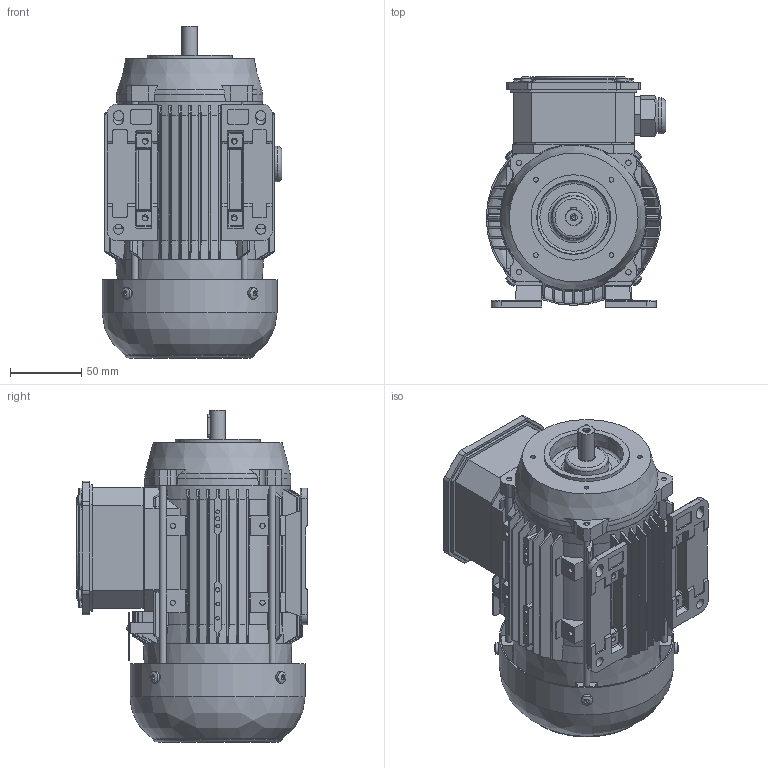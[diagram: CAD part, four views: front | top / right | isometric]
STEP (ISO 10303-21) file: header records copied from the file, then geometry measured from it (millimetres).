
FILE_DESCRIPTION(/* description */ (''),/* implementation_level */ '2;1');
FILE_NAME(/* name */ '_QE Series_ 63_B34a_Deep Cover__stp.stp',/* time_stamp */ '2024-07-29T19:53:08+03:00',/* author */ (''),/* organization */ (''),/* preprocessor_version */ 'ST-DEVELOPER v18.102',/* originating_system */ 'SIEMENS PLM Software NX2206.8101',/* authorisation */ '');
FILE_SCHEMA (('AP203_CONFIGURATION_CONTROLLED_3D_DESIGN_OF_MECHANICAL_PARTS_AND_ASSEMBLIES_MIM_LF { 1 0 10303 403 2 1 2}'));
Products named in the file (1): _QE Series_ 63_B34a_Deep Cover__stp_objects
Bounding box: 126.28 x 162.1 x 233.47 mm (x, y, z)
Surface area: 256957.5 mm2 (no closed solid volume)
Topology: 0 solids, 56 shells, 1425 faces, 4726 edges, 3348 vertices
Faces by surface type: plane 826, cylinder 438, cone 74, bspline 48, torus 29, sphere 10
Full cylindrical faces by diameter (mm): 2.5 x8, 3 x5, 3.3 x4, 3.65 x8, 3.8 x4, 4.2 x4, 4.8 x4, 5 x1, 7 x2, 8 x9, 11 x1, 14.96 x1, 19 x1, 19.84 x1, 25.28 x1, 57 x1, 60 x1, 61 x1, 121 x1, 123 x1
Entity records: 54686 total; most frequent: CARTESIAN_POINT 14088, DIRECTION 7681, ORIENTED_EDGE 7656, EDGE_CURVE 4598, VERTEX_POINT 3290, AXIS2_PLACEMENT_3D 2561, LINE 2559, VECTOR 2559
